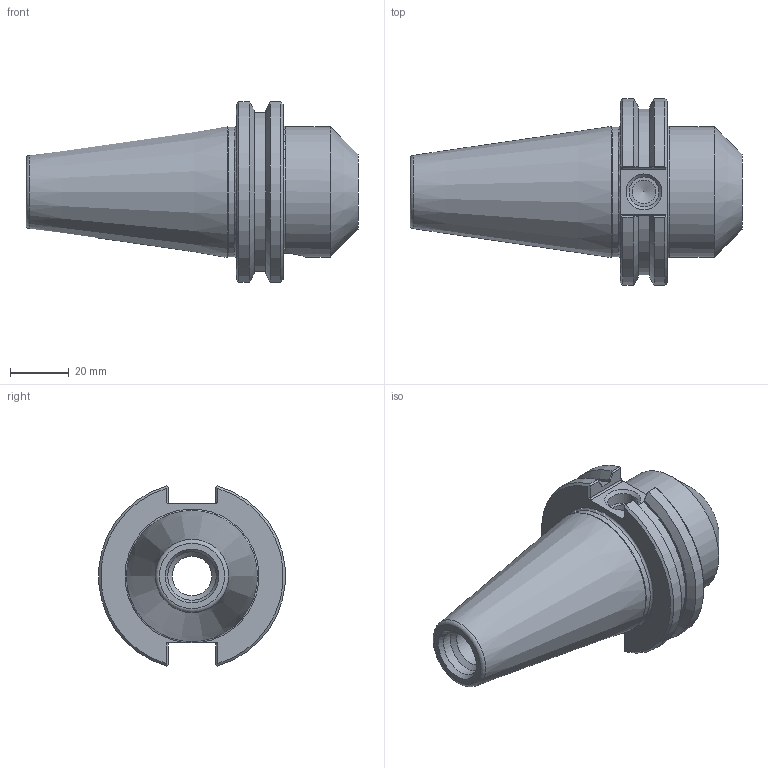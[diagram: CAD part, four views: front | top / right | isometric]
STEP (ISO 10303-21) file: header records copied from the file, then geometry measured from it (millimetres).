
FILE_DESCRIPTION((''),'2;1');
FILE_NAME('C40-75EM1.stp','2014-07-16T10:44:01',('kaykin'),(''),'Autodesk Inventor 2012','Autodesk Inventor 2012','');
FILE_SCHEMA(('AUTOMOTIVE_DESIGN { 1 0 10303 214 1 1 1 1 }'));
Length unit declared in the file: inch
Products named in the file (3): C40-75EM1; C40-75EM1-1; 029-925
Assembly tree (2 placements, depth 2):
  C40-75EM1
    C40-75EM1-1
    029-925
Bounding box: 112.7 x 63.26 x 61.11 mm (x, y, z)
Volume: 121345.5 mm3; surface area: 26452.7 mm2
Topology: 2 solids, 2 shells, 106 faces, 272 edges, 174 vertices
Faces by surface type: plane 47, cylinder 29, cone 19, bspline 8, torus 3
Full cylindrical faces by diameter (mm): 8 x1, 10.135 x1, 13.386 x1, 14.351 x1, 15.875 x2, 16.459 x1, 19.05 x1, 20.066 x1, 43.942 x1, 44.45 x1
Entity records: 4235 total; most frequent: CARTESIAN_POINT 1721, ORIENTED_EDGE 480, DIRECTION 458, EDGE_CURVE 240, AXIS2_PLACEMENT_3D 176, VERTEX_POINT 166, EDGE_LOOP 138, FACE_OUTER_BOUND 106
